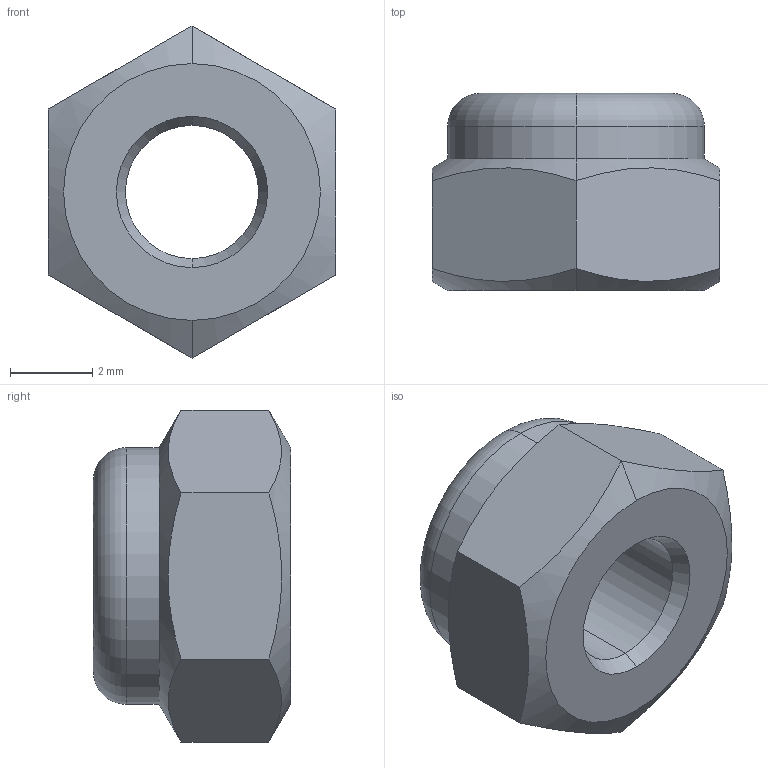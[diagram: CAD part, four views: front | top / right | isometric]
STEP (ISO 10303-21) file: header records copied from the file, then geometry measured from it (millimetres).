
FILE_DESCRIPTION (( 'STEP AP214' ), '1' );
FILE_NAME ('LOCKNUTM4防松六角螺母（不锈钢）.step', '2016-10-28T04:22:24', ( 'dell' ), ( '' ), 'SwSTEP 2.0', 'SolidWorks 2013', '' );
FILE_SCHEMA (( 'AUTOMOTIVE_DESIGN' ));
Length unit declared in the file: millimetre
Products named in the file (1): LOCKNUTM4防松六角螺母（不锈钢）
Bounding box: 7 x 4.8 x 8.08 mm (x, y, z)
Volume: 138.1 mm3; surface area: 205.7 mm2
Topology: 1 solids, 1 shells, 20 faces, 44 edges, 26 vertices
Faces by surface type: plane 8, cone 6, cylinder 4, torus 2
Entity records: 650 total; most frequent: CARTESIAN_POINT 183, DIRECTION 90, ORIENTED_EDGE 88, EDGE_CURVE 44, AXIS2_PLACEMENT_3D 37, VERTEX_POINT 26, EDGE_LOOP 22, ADVANCED_FACE 20
